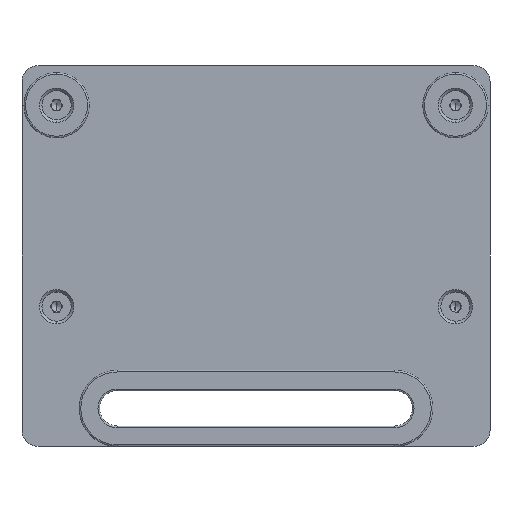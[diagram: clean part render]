
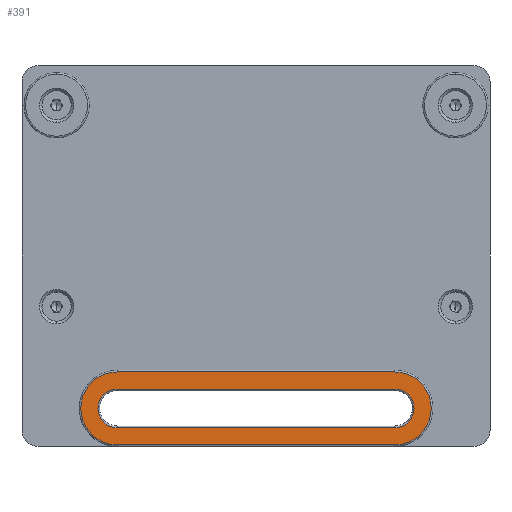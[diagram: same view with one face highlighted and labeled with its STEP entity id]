
A CAD part, front view. The second image highlights one B-rep face of the part: STEP entity #391.
In plain terms, the highlighted planar face has unit normal (0, -1, 0).
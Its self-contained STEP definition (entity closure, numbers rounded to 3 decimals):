
#22 = EDGE_CURVE ( 'NONE', #3861, #8489, #21159, .T. ) ;
#255 = DIRECTION ( 'NONE',  ( 0., 0., -1. ) ) ;
#391 = ADVANCED_FACE ( 'NONE', ( #12647, #24501 ), #7777, .T. ) ;
#757 = ORIENTED_EDGE ( 'NONE', *, *, #25205, .T. ) ;
#1848 = DIRECTION ( 'NONE',  ( 0., -1., 0. ) ) ;
#3861 = VERTEX_POINT ( 'NONE', #27074 ) ;
#4084 = DIRECTION ( 'NONE',  ( 0., 0., -1. ) ) ;
#4279 = VERTEX_POINT ( 'NONE', #10005 ) ;
#4833 = DIRECTION ( 'NONE',  ( 0., 0., -1. ) ) ;
#4986 = DIRECTION ( 'NONE',  ( -1., 0., 0. ) ) ;
#5771 = CARTESIAN_POINT ( 'NONE',  ( 25.5, 0.1, -33.65 ) ) ;
#6456 = VECTOR ( 'NONE', #20200, 1000. ) ;
#6898 = EDGE_CURVE ( 'NONE', #4279, #16597, #13514, .T. ) ;
#7777 = PLANE ( 'NONE',  #14857 ) ;
#7779 = ORIENTED_EDGE ( 'NONE', *, *, #27527, .T. ) ;
#8489 = VERTEX_POINT ( 'NONE', #19209 ) ;
#8631 = DIRECTION ( 'NONE',  ( 0., 1., 0. ) ) ;
#9319 = VERTEX_POINT ( 'NONE', #28449 ) ;
#9664 = VERTEX_POINT ( 'NONE', #24369 ) ;
#9674 = CARTESIAN_POINT ( 'NONE',  ( -25.5, 0.1, -37.2 ) ) ;
#10005 = CARTESIAN_POINT ( 'NONE',  ( -25.5, 0.1, -40.75 ) ) ;
#10132 = CARTESIAN_POINT ( 'NONE',  ( -25.5, 0.1, -37.2 ) ) ;
#10204 = CIRCLE ( 'NONE', #29643, 6.7 ) ;
#10273 = DIRECTION ( 'NONE',  ( 0., 1., 0. ) ) ;
#10433 = VERTEX_POINT ( 'NONE', #19020 ) ;
#10534 = CIRCLE ( 'NONE', #11046, 6.7 ) ;
#10924 = LINE ( 'NONE', #23097, #26828 ) ;
#10973 = DIRECTION ( 'NONE',  ( 0., 0., -1. ) ) ;
#11046 = AXIS2_PLACEMENT_3D ( 'NONE', #30752, #1848, #4833 ) ;
#11827 = ORIENTED_EDGE ( 'NONE', *, *, #14390, .T. ) ;
#12382 = CIRCLE ( 'NONE', #28293, 3.55 ) ;
#12647 = FACE_BOUND ( 'NONE', #16989, .T. ) ;
#12815 = CARTESIAN_POINT ( 'NONE',  ( -25.5, 0.1, -33.65 ) ) ;
#13514 = CIRCLE ( 'NONE', #30955, 3.55 ) ;
#14390 = EDGE_CURVE ( 'NONE', #16597, #16047, #15809, .T. ) ;
#14541 = LINE ( 'NONE', #23903, #27175 ) ;
#14857 = AXIS2_PLACEMENT_3D ( 'NONE', #9674, #19882, #255 ) ;
#15155 = DIRECTION ( 'NONE',  ( 0., 0., -1. ) ) ;
#15809 = LINE ( 'NONE', #12815, #6456 ) ;
#15851 = DIRECTION ( 'NONE',  ( 0., -1., 0. ) ) ;
#16047 = VERTEX_POINT ( 'NONE', #5771 ) ;
#16597 = VERTEX_POINT ( 'NONE', #28975 ) ;
#16989 = EDGE_LOOP ( 'NONE', ( #26603, #11827, #27740, #24040 ) ) ;
#18043 = CARTESIAN_POINT ( 'NONE',  ( -25.5, 0.1, -37.2 ) ) ;
#19020 = CARTESIAN_POINT ( 'NONE',  ( -25.5, 0.1, -30.5 ) ) ;
#19209 = CARTESIAN_POINT ( 'NONE',  ( 25.5, 0.1, -43.9 ) ) ;
#19882 = DIRECTION ( 'NONE',  ( 0., -1., 0. ) ) ;
#20200 = DIRECTION ( 'NONE',  ( 1., 0., 0. ) ) ;
#20489 = DIRECTION ( 'NONE',  ( -1., 0., 0. ) ) ;
#20730 = EDGE_LOOP ( 'NONE', ( #757, #7779, #29352, #22814 ) ) ;
#21159 = LINE ( 'NONE', #30642, #24412 ) ;
#21529 = EDGE_CURVE ( 'NONE', #9319, #4279, #10924, .T. ) ;
#22814 = ORIENTED_EDGE ( 'NONE', *, *, #22, .T. ) ;
#23097 = CARTESIAN_POINT ( 'NONE',  ( -25.5, 0.1, -40.75 ) ) ;
#23903 = CARTESIAN_POINT ( 'NONE',  ( -25.5, 0.1, -30.5 ) ) ;
#23944 = DIRECTION ( 'NONE',  ( 1., 0., 0. ) ) ;
#24040 = ORIENTED_EDGE ( 'NONE', *, *, #21529, .T. ) ;
#24124 = EDGE_CURVE ( 'NONE', #10433, #3861, #10204, .T. ) ;
#24369 = CARTESIAN_POINT ( 'NONE',  ( 25.5, 0.1, -30.5 ) ) ;
#24412 = VECTOR ( 'NONE', #23944, 1000. ) ;
#24501 = FACE_OUTER_BOUND ( 'NONE', #20730, .T. ) ;
#25172 = CARTESIAN_POINT ( 'NONE',  ( 25.5, 0.1, -37.2 ) ) ;
#25205 = EDGE_CURVE ( 'NONE', #8489, #9664, #10534, .T. ) ;
#26603 = ORIENTED_EDGE ( 'NONE', *, *, #6898, .T. ) ;
#26828 = VECTOR ( 'NONE', #20489, 1000. ) ;
#27074 = CARTESIAN_POINT ( 'NONE',  ( -25.5, 0.1, -43.9 ) ) ;
#27175 = VECTOR ( 'NONE', #4986, 1000. ) ;
#27527 = EDGE_CURVE ( 'NONE', #9664, #10433, #14541, .T. ) ;
#27740 = ORIENTED_EDGE ( 'NONE', *, *, #30421, .T. ) ;
#28293 = AXIS2_PLACEMENT_3D ( 'NONE', #25172, #8631, #10973 ) ;
#28449 = CARTESIAN_POINT ( 'NONE',  ( 25.5, 0.1, -40.75 ) ) ;
#28975 = CARTESIAN_POINT ( 'NONE',  ( -25.5, 0.1, -33.65 ) ) ;
#29352 = ORIENTED_EDGE ( 'NONE', *, *, #24124, .T. ) ;
#29643 = AXIS2_PLACEMENT_3D ( 'NONE', #18043, #15851, #4084 ) ;
#30421 = EDGE_CURVE ( 'NONE', #16047, #9319, #12382, .T. ) ;
#30642 = CARTESIAN_POINT ( 'NONE',  ( 25.5, 0.1, -43.9 ) ) ;
#30752 = CARTESIAN_POINT ( 'NONE',  ( 25.5, 0.1, -37.2 ) ) ;
#30955 = AXIS2_PLACEMENT_3D ( 'NONE', #10132, #10273, #15155 ) ;
